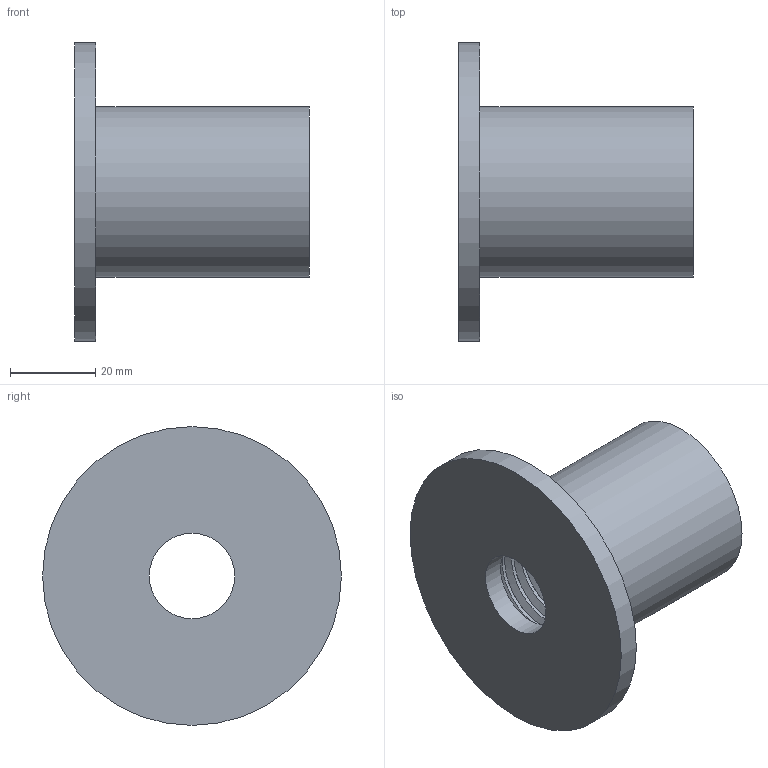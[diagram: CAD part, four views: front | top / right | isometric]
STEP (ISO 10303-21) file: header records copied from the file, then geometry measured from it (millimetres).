
FILE_DESCRIPTION(('FreeCAD Model'),'2;1');
FILE_NAME('Open CASCADE Shape Model','2024-10-15T08:51:29',(''),(''), 'Open CASCADE STEP processor 7.6','FreeCAD','Unknown');
FILE_SCHEMA(('CONFIG_CONTROL_DESIGN','SHAPE_APPEARANCE_LAYER_MIM'));
Length unit declared in the file: millimetre
Products named in the file (1): CoolingPassthroughOuter
Bounding box: 55 x 70 x 70 mm (x, y, z)
Volume: 52856.2 mm3; surface area: 20072.6 mm2
Topology: 1 solids, 1 shells, 13 faces, 54 edges, 46 vertices
Faces by surface type: cylinder 6, plane 5, bspline 2
Full cylindrical faces by diameter (mm): 20 x1, 27.4 x1, 40 x1, 70 x1
Entity records: 2717 total; most frequent: CARTESIAN_POINT 2259, ORIENTED_EDGE 108, EDGE_CURVE 54, DIRECTION 51, VERTEX_POINT 46, B_SPLINE_CURVE_WITH_KNOTS 39, AXIS2_PLACEMENT_3D 24, FACE_BOUND 18
